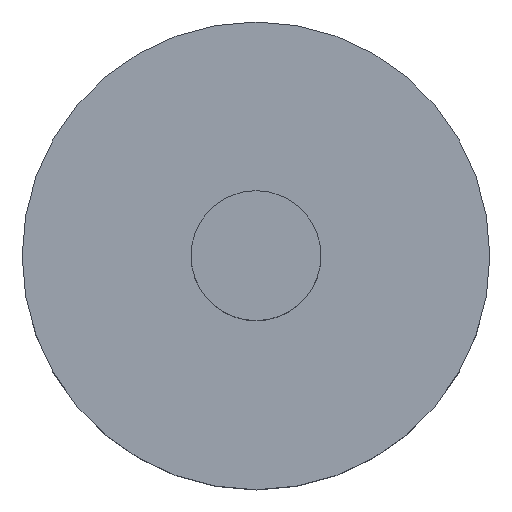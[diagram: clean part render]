
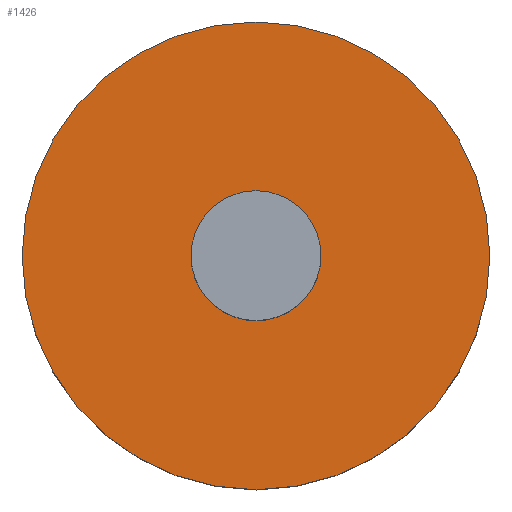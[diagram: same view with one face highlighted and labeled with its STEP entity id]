
A CAD part, top view. The second image highlights one B-rep face of the part: STEP entity #1426.
In plain terms, the highlighted planar face has unit normal (0, 0, 1).
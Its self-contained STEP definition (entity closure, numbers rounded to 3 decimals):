
#147 = VERTEX_POINT ( 'NONE', #2464 ) ;
#171 = CARTESIAN_POINT ( 'NONE',  ( -2.5, 0., 3. ) ) ;
#204 = FACE_OUTER_BOUND ( 'NONE', #2614, .T. ) ;
#221 = DIRECTION ( 'NONE',  ( 0., 0., 1. ) ) ;
#580 = EDGE_CURVE ( 'NONE', #1652, #646, #1076, .T. ) ;
#615 = EDGE_LOOP ( 'NONE', ( #1563, #2457 ) ) ;
#646 = VERTEX_POINT ( 'NONE', #2270 ) ;
#651 = EDGE_CURVE ( 'NONE', #1625, #147, #1624, .T. ) ;
#719 = DIRECTION ( 'NONE',  ( 1., 0., 0. ) ) ;
#961 = DIRECTION ( 'NONE',  ( 0., 0., 1. ) ) ;
#975 = CARTESIAN_POINT ( 'NONE',  ( 0., 0., 3. ) ) ;
#1076 = CIRCLE ( 'NONE', #2216, 9. ) ;
#1117 = DIRECTION ( 'NONE',  ( 1., 0., 0. ) ) ;
#1426 = ADVANCED_FACE ( 'NONE', ( #204, #1651 ), #1911, .T. ) ;
#1532 = EDGE_CURVE ( 'NONE', #646, #1652, #3336, .T. ) ;
#1563 = ORIENTED_EDGE ( 'NONE', *, *, #651, .F. ) ;
#1624 = CIRCLE ( 'NONE', #2561, 2.5 ) ;
#1625 = VERTEX_POINT ( 'NONE', #171 ) ;
#1651 = FACE_BOUND ( 'NONE', #615, .T. ) ;
#1652 = VERTEX_POINT ( 'NONE', #3442 ) ;
#1689 = DIRECTION ( 'NONE',  ( 1., 0., 0. ) ) ;
#1851 = AXIS2_PLACEMENT_3D ( 'NONE', #2407, #221, #1117 ) ;
#1891 = CARTESIAN_POINT ( 'NONE',  ( 0., 0., 3. ) ) ;
#1898 = CARTESIAN_POINT ( 'NONE',  ( 0., 0., 3. ) ) ;
#1903 = DIRECTION ( 'NONE',  ( 0., 0., 1. ) ) ;
#1911 = PLANE ( 'NONE',  #3304 ) ;
#1945 = DIRECTION ( 'NONE',  ( 0., 0., 1. ) ) ;
#1958 = DIRECTION ( 'NONE',  ( 1., 0., 0. ) ) ;
#2037 = ORIENTED_EDGE ( 'NONE', *, *, #1532, .T. ) ;
#2207 = EDGE_CURVE ( 'NONE', #147, #1625, #2293, .T. ) ;
#2216 = AXIS2_PLACEMENT_3D ( 'NONE', #3349, #2720, #3018 ) ;
#2270 = CARTESIAN_POINT ( 'NONE',  ( 9., 0., 3. ) ) ;
#2293 = CIRCLE ( 'NONE', #1851, 2.5 ) ;
#2405 = ORIENTED_EDGE ( 'NONE', *, *, #580, .T. ) ;
#2407 = CARTESIAN_POINT ( 'NONE',  ( 0., 0., 3. ) ) ;
#2457 = ORIENTED_EDGE ( 'NONE', *, *, #2207, .F. ) ;
#2464 = CARTESIAN_POINT ( 'NONE',  ( 2.5, 0., 3. ) ) ;
#2561 = AXIS2_PLACEMENT_3D ( 'NONE', #1898, #1903, #1689 ) ;
#2614 = EDGE_LOOP ( 'NONE', ( #2405, #2037 ) ) ;
#2720 = DIRECTION ( 'NONE',  ( 0., 0., 1. ) ) ;
#3005 = AXIS2_PLACEMENT_3D ( 'NONE', #975, #961, #719 ) ;
#3018 = DIRECTION ( 'NONE',  ( 1., 0., 0. ) ) ;
#3304 = AXIS2_PLACEMENT_3D ( 'NONE', #1891, #1945, #1958 ) ;
#3336 = CIRCLE ( 'NONE', #3005, 9. ) ;
#3349 = CARTESIAN_POINT ( 'NONE',  ( 0., 0., 3. ) ) ;
#3442 = CARTESIAN_POINT ( 'NONE',  ( -9., 0., 3. ) ) ;
